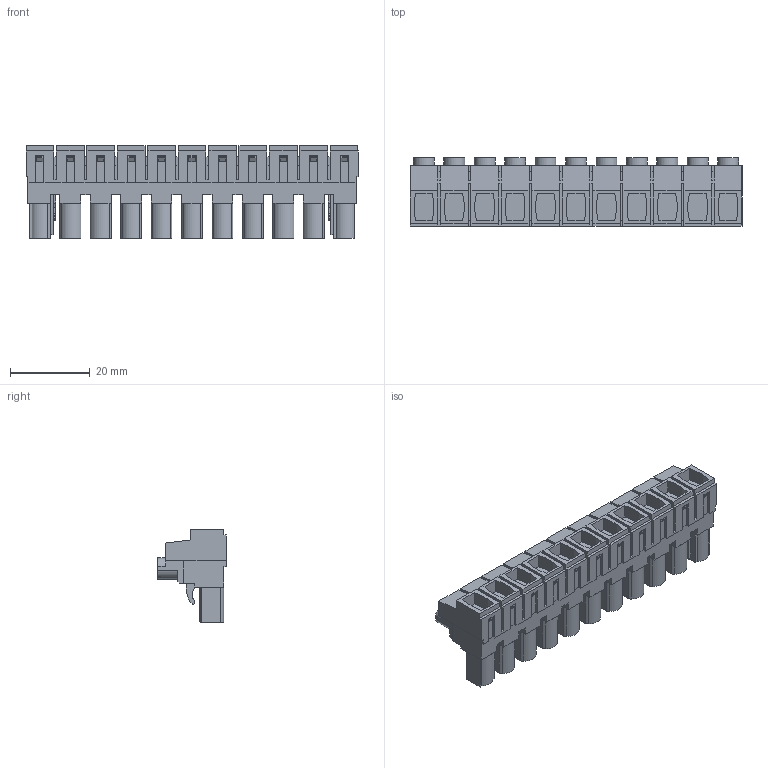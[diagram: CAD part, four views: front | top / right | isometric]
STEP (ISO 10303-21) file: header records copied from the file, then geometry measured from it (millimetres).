
FILE_DESCRIPTION(('CATIA V5 STEP Exchange','CAx-IF Rec.Pracs.--- Model Styling and Organization---1.4--- 2014-01-23'),'2;1');
FILE_NAME ('D1461098_1', '2022-06-27T12:17:02+00:00', ('none'), ('Weidmueller'), 'CATIA Version 5-6 Release 2016 SP3 HF44', 'CATIA V5 STEP AP214', 'none');
FILE_SCHEMA(('AUTOMOTIVE_DESIGN { 1 0 10303 214 1 1 1 1 }'));
Length unit declared in the file: millimetre
Products named in the file (1): 1980570000
Bounding box: 83.14 x 17.25 x 23.25 mm (x, y, z)
Volume: 15314.3 mm3; surface area: 11765.8 mm2
Topology: 12 solids, 12 shells, 1072 faces, 2973 edges, 1980 vertices
Faces by surface type: plane 903, cylinder 161, extrusion 8
Entity records: 32811 total; most frequent: CARTESIAN_POINT 6138, ORIENTED_EDGE 5946, DIRECTION 4200, EDGE_CURVE 2973, VECTOR 2599, LINE 2591, VERTEX_POINT 1980, EDGE_LOOP 1127
